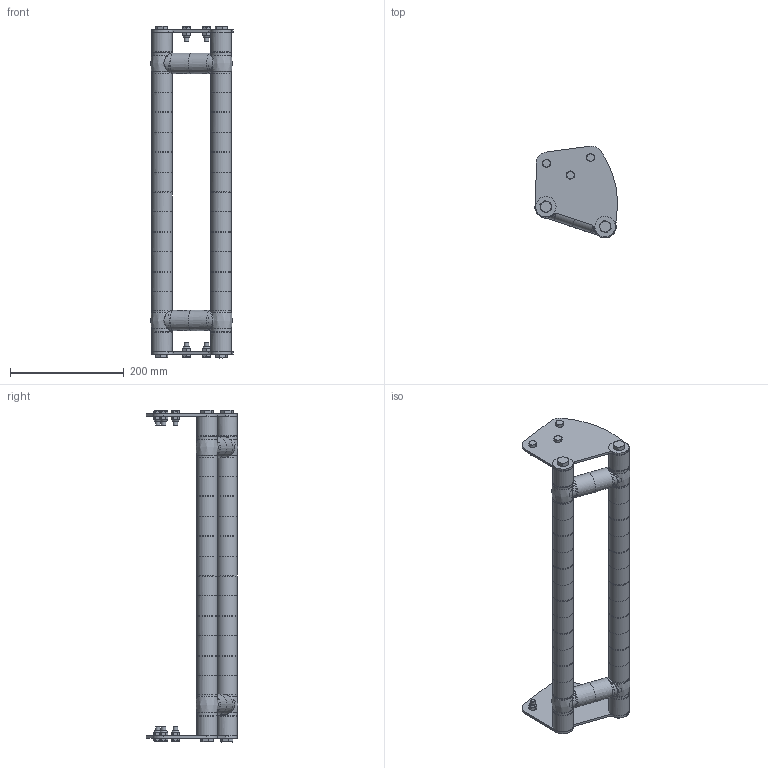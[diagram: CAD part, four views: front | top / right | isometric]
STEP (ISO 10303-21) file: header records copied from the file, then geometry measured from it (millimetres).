
FILE_DESCRIPTION(/* description */ ('Unknown'),/* implementation_level */ '2;1');
FILE_NAME(/* name */ '77-14175 1',/* time_stamp */ '2021-08-24T10:55:26+02:00',/* author */ ('Unknown'),/* organization */ ('Unknown'),/* preprocessor_version */ 'ST-DEVELOPER v16.7',/* originating_system */ 'Solid Edge',/* authorisation */ 'Unknown');
FILE_SCHEMA (('AUTOMOTIVE_DESIGN {1 0 10303 214 3 1 1}'));
Products named in the file (1): 77-14175
Bounding box: 145.52 x 160.62 x 584 mm (x, y, z)
Volume: 2497169.8 mm3; surface area: 656909.9 mm2
Topology: 7 solids, 21 shells, 3674 faces, 8670 edges, 4750 vertices
Faces by surface type: cylinder 1044, bspline 1004, torus 596, plane 560, cone 430, sphere 40
Full cylindrical faces by diameter (mm): 8 x12, 9 x6, 10.2 x4, 12 x4, 13 x4, 18 x8, 18.1 x4, 18.7 x4, 26 x4, 35.406 x2, 36 x6
Entity records: 212125 total; most frequent: CARTESIAN_POINT 137727, ORIENTED_EDGE 15860, DIRECTION 10970, EDGE_CURVE 7930, AXIS2_PLACEMENT_3D 4897, VERTEX_POINT 4608, B_SPLINE_CURVE_WITH_KNOTS 4528, FACE_BOUND 4078
